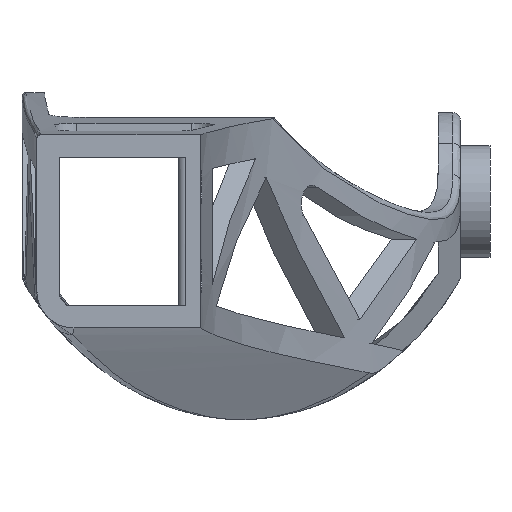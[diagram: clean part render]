
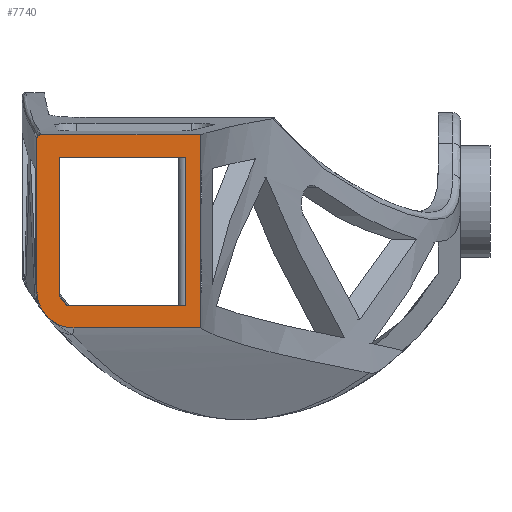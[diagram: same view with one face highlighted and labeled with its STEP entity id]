
A CAD part, front view. The second image highlights one B-rep face of the part: STEP entity #7740.
In plain terms, the highlighted planar face has unit normal (0, -1, 0).
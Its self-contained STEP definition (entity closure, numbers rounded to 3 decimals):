
#256 = PLANE ( 'NONE',  #6813 ) ;
#939 = CARTESIAN_POINT ( 'NONE',  ( -27.5, -120., -31.711 ) ) ;
#1100 = VERTEX_POINT ( 'NONE', #1695 ) ;
#1541 = EDGE_CURVE ( 'NONE', #4089, #6554, #9156, .T. ) ;
#1695 = CARTESIAN_POINT ( 'NONE',  ( -23.468, -120., -14. ) ) ;
#1743 = EDGE_CURVE ( 'NONE', #4089, #10251, #5033, .T. ) ;
#2250 = CARTESIAN_POINT ( 'NONE',  ( -5.5, -120., -31.711 ) ) ;
#2377 = VERTEX_POINT ( 'NONE', #7117 ) ;
#2554 = CARTESIAN_POINT ( 'NONE',  ( -27.5, -120., -12. ) ) ;
#2736 = DIRECTION ( 'NONE',  ( 0., 0., 1. ) ) ;
#2961 = CARTESIAN_POINT ( 'NONE',  ( -24.5, -120., 6. ) ) ;
#2972 = VECTOR ( 'NONE', #10663, 1000. ) ;
#3138 = LINE ( 'NONE', #8578, #9096 ) ;
#3223 = LINE ( 'NONE', #4186, #5070 ) ;
#3607 = LINE ( 'NONE', #5485, #3898 ) ;
#3693 = EDGE_CURVE ( 'NONE', #10587, #10448, #3138, .T. ) ;
#3777 = CARTESIAN_POINT ( 'NONE',  ( -23.822, -120., -13.569 ) ) ;
#3898 = VECTOR ( 'NONE', #6144, 1000. ) ;
#3924 = DIRECTION ( 'NONE',  ( 0., 0., 1. ) ) ;
#4026 = EDGE_CURVE ( 'NONE', #1100, #10530, #9697, .T. ) ;
#4089 = VERTEX_POINT ( 'NONE', #6318 ) ;
#4186 = CARTESIAN_POINT ( 'NONE',  ( -34.414, -120., 6. ) ) ;
#4194 = VERTEX_POINT ( 'NONE', #4745 ) ;
#4307 = ORIENTED_EDGE ( 'NONE', *, *, #9654, .F. ) ;
#4423 = ORIENTED_EDGE ( 'NONE', *, *, #7433, .T. ) ;
#4457 = CARTESIAN_POINT ( 'NONE',  ( -5.5, -120., -17. ) ) ;
#4518 = VECTOR ( 'NONE', #6614, 1000. ) ;
#4605 = EDGE_LOOP ( 'NONE', ( #4307, #6056, #8670, #10604, #5138 ) ) ;
#4614 = DIRECTION ( 'NONE',  ( 0., 1., 0. ) ) ;
#4745 = CARTESIAN_POINT ( 'NONE',  ( -5.5, -120., 9. ) ) ;
#5033 = CIRCLE ( 'NONE', #7924, 5. ) ;
#5070 = VECTOR ( 'NONE', #7815, 1000. ) ;
#5094 = ORIENTED_EDGE ( 'NONE', *, *, #1743, .F. ) ;
#5138 = ORIENTED_EDGE ( 'NONE', *, *, #7095, .T. ) ;
#5139 = CARTESIAN_POINT ( 'NONE',  ( -7.496, -120., -14. ) ) ;
#5282 = CARTESIAN_POINT ( 'NONE',  ( -27., -120., 8.5 ) ) ;
#5485 = CARTESIAN_POINT ( 'NONE',  ( -183.201, -120., 9. ) ) ;
#5756 = EDGE_CURVE ( 'NONE', #2377, #4194, #3607, .T. ) ;
#5817 = FACE_OUTER_BOUND ( 'NONE', #11925, .T. ) ;
#5826 = CARTESIAN_POINT ( 'NONE',  ( -24.166, -120., -13.131 ) ) ;
#6016 = CARTESIAN_POINT ( 'NONE',  ( -23.468, -120., -14. ) ) ;
#6056 = ORIENTED_EDGE ( 'NONE', *, *, #4026, .F. ) ;
#6144 = DIRECTION ( 'NONE',  ( 1., 0., 0. ) ) ;
#6318 = CARTESIAN_POINT ( 'NONE',  ( -22.5, -120., -17. ) ) ;
#6366 = ORIENTED_EDGE ( 'NONE', *, *, #7170, .T. ) ;
#6374 = CARTESIAN_POINT ( 'NONE',  ( -183.201, -120., 9. ) ) ;
#6517 = ORIENTED_EDGE ( 'NONE', *, *, #1541, .T. ) ;
#6554 = VERTEX_POINT ( 'NONE', #4457 ) ;
#6614 = DIRECTION ( 'NONE',  ( 0., 0., 1. ) ) ;
#6813 = AXIS2_PLACEMENT_3D ( 'NONE', #6374, #7403, #8195 ) ;
#6976 = VECTOR ( 'NONE', #11860, 1000. ) ;
#7095 = EDGE_CURVE ( 'NONE', #10448, #9933, #3223, .T. ) ;
#7116 = LINE ( 'NONE', #2250, #10850 ) ;
#7117 = CARTESIAN_POINT ( 'NONE',  ( -27., -120., 9. ) ) ;
#7147 = CARTESIAN_POINT ( 'NONE',  ( -22.5, -120., -12. ) ) ;
#7170 = EDGE_CURVE ( 'NONE', #2377, #10989, #9687, .T. ) ;
#7403 = DIRECTION ( 'NONE',  ( 0., 1., 0. ) ) ;
#7433 = EDGE_CURVE ( 'NONE', #6554, #4194, #7116, .T. ) ;
#7578 = AXIS2_PLACEMENT_3D ( 'NONE', #5282, #9800, #10759 ) ;
#7740 = ADVANCED_FACE ( 'NONE', ( #11922, #5817 ), #256, .F. ) ;
#7815 = DIRECTION ( 'NONE',  ( 1., 0., 0. ) ) ;
#7909 = CARTESIAN_POINT ( 'NONE',  ( -24.5, -120., -12.685 ) ) ;
#7924 = AXIS2_PLACEMENT_3D ( 'NONE', #7147, #4614, #2736 ) ;
#8021 = CARTESIAN_POINT ( 'NONE',  ( -7.496, -120., 9. ) ) ;
#8191 = CARTESIAN_POINT ( 'NONE',  ( -183.201, -120., -17. ) ) ;
#8195 = DIRECTION ( 'NONE',  ( 0., 0., 1. ) ) ;
#8524 = VECTOR ( 'NONE', #9581, 1000. ) ;
#8578 = CARTESIAN_POINT ( 'NONE',  ( -24.5, -120., -2.331 ) ) ;
#8670 = ORIENTED_EDGE ( 'NONE', *, *, #10768, .F. ) ;
#9096 = VECTOR ( 'NONE', #3924, 1000. ) ;
#9156 = LINE ( 'NONE', #8191, #6976 ) ;
#9274 = CARTESIAN_POINT ( 'NONE',  ( -7.496, -120., 6. ) ) ;
#9444 = CARTESIAN_POINT ( 'NONE',  ( -23.468, -120., -14. ) ) ;
#9581 = DIRECTION ( 'NONE',  ( 1., 0., 0. ) ) ;
#9654 = EDGE_CURVE ( 'NONE', #10530, #9933, #11626, .T. ) ;
#9687 = CIRCLE ( 'NONE', #7578, 0.5 ) ;
#9697 = LINE ( 'NONE', #6016, #8524 ) ;
#9800 = DIRECTION ( 'NONE',  ( 0., -1., 0. ) ) ;
#9816 = B_SPLINE_CURVE_WITH_KNOTS ( 'NONE', 3,
 ( #10285, #5826, #3777, #9444 ),
 .UNSPECIFIED., .F., .F.,
 ( 4, 4 ),
 ( 0., 0.002 ),
 .UNSPECIFIED. ) ;
#9891 = EDGE_CURVE ( 'NONE', #10251, #10989, #10294, .T. ) ;
#9933 = VERTEX_POINT ( 'NONE', #9274 ) ;
#10024 = ORIENTED_EDGE ( 'NONE', *, *, #9891, .F. ) ;
#10251 = VERTEX_POINT ( 'NONE', #2554 ) ;
#10272 = CARTESIAN_POINT ( 'NONE',  ( -27.5, -120., 8.5 ) ) ;
#10285 = CARTESIAN_POINT ( 'NONE',  ( -24.5, -120., -12.685 ) ) ;
#10294 = LINE ( 'NONE', #939, #4518 ) ;
#10448 = VERTEX_POINT ( 'NONE', #2961 ) ;
#10530 = VERTEX_POINT ( 'NONE', #5139 ) ;
#10587 = VERTEX_POINT ( 'NONE', #7909 ) ;
#10604 = ORIENTED_EDGE ( 'NONE', *, *, #3693, .T. ) ;
#10663 = DIRECTION ( 'NONE',  ( 0., 0., 1. ) ) ;
#10752 = ORIENTED_EDGE ( 'NONE', *, *, #5756, .F. ) ;
#10759 = DIRECTION ( 'NONE',  ( 0., 0., 1. ) ) ;
#10768 = EDGE_CURVE ( 'NONE', #10587, #1100, #9816, .T. ) ;
#10789 = DIRECTION ( 'NONE',  ( 0., 0., 1. ) ) ;
#10850 = VECTOR ( 'NONE', #10789, 1000. ) ;
#10989 = VERTEX_POINT ( 'NONE', #10272 ) ;
#11626 = LINE ( 'NONE', #8021, #2972 ) ;
#11860 = DIRECTION ( 'NONE',  ( 1., 0., 0. ) ) ;
#11922 = FACE_BOUND ( 'NONE', #4605, .T. ) ;
#11925 = EDGE_LOOP ( 'NONE', ( #10752, #6366, #10024, #5094, #6517, #4423 ) ) ;
